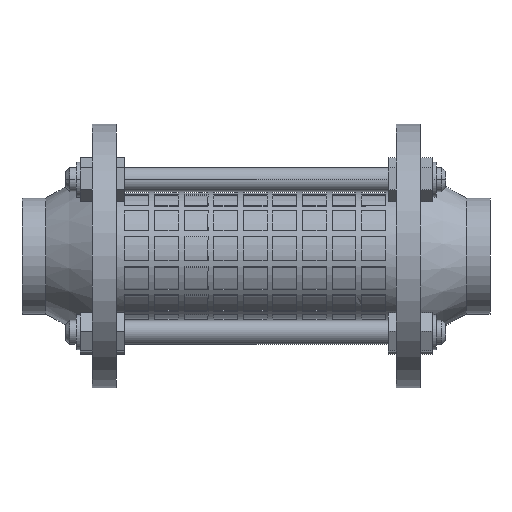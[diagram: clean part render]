
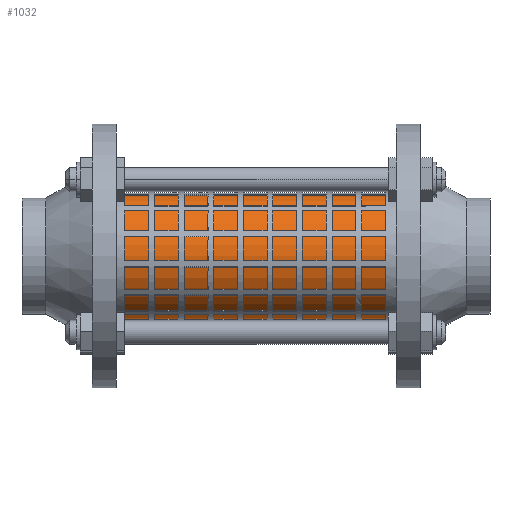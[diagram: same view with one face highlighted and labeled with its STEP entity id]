
A CAD part, front view. The second image highlights one B-rep face of the part: STEP entity #1032.
In plain terms, the highlighted cylindrical face has radius 15.8 mm (diameter 31.6 mm), a partial arc.
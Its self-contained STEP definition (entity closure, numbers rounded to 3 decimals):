
#529 = ORIENTED_EDGE ( 'NONE', *, *, #13133, .F. ) ;
#802 = VERTEX_POINT ( 'NONE', #17730 ) ;
#1032 = ADVANCED_FACE ( 'NONE', ( #10681 ), #20026, .T. ) ;
#1043 = ORIENTED_EDGE ( 'NONE', *, *, #21159, .T. ) ;
#1080 = DIRECTION ( 'NONE',  ( 0., 0., -1. ) ) ;
#1237 = CARTESIAN_POINT ( 'NONE',  ( -37.5, 0., 15.8 ) ) ;
#1385 = AXIS2_PLACEMENT_3D ( 'NONE', #15057, #13221, #20647 ) ;
#2175 = AXIS2_PLACEMENT_3D ( 'NONE', #8487, #21344, #1080 ) ;
#3056 = CARTESIAN_POINT ( 'NONE',  ( 82.189, 0., 0. ) ) ;
#3080 = EDGE_CURVE ( 'NONE', #14121, #802, #5309, .T. ) ;
#3415 = DIRECTION ( 'NONE',  ( -1., 0., 0. ) ) ;
#5309 = LINE ( 'NONE', #12559, #7767 ) ;
#7767 = VECTOR ( 'NONE', #14017, 1000. ) ;
#8487 = CARTESIAN_POINT ( 'NONE',  ( 37.5, 0., 0. ) ) ;
#8686 = DIRECTION ( 'NONE',  ( -1., 0., 0. ) ) ;
#10681 = FACE_OUTER_BOUND ( 'NONE', #15780, .T. ) ;
#12300 = VERTEX_POINT ( 'NONE', #12466 ) ;
#12466 = CARTESIAN_POINT ( 'NONE',  ( 37.5, 0., 15.8 ) ) ;
#12559 = CARTESIAN_POINT ( 'NONE',  ( 82.189, 0., -15.8 ) ) ;
#12616 = CIRCLE ( 'NONE', #2175, 15.8 ) ;
#12988 = CIRCLE ( 'NONE', #1385, 15.8 ) ;
#13133 = EDGE_CURVE ( 'NONE', #12300, #14121, #12616, .T. ) ;
#13221 = DIRECTION ( 'NONE',  ( 1., 0., 0. ) ) ;
#14017 = DIRECTION ( 'NONE',  ( -1., 0., 0. ) ) ;
#14121 = VERTEX_POINT ( 'NONE', #14483 ) ;
#14483 = CARTESIAN_POINT ( 'NONE',  ( 37.5, 0., -15.8 ) ) ;
#14985 = VECTOR ( 'NONE', #8686, 1000. ) ;
#15057 = CARTESIAN_POINT ( 'NONE',  ( -37.5, 0., 0. ) ) ;
#15671 = VERTEX_POINT ( 'NONE', #1237 ) ;
#15780 = EDGE_LOOP ( 'NONE', ( #22297, #529, #15891, #1043 ) ) ;
#15891 = ORIENTED_EDGE ( 'NONE', *, *, #16893, .T. ) ;
#16893 = EDGE_CURVE ( 'NONE', #12300, #15671, #23375, .T. ) ;
#17730 = CARTESIAN_POINT ( 'NONE',  ( -37.5, 0., -15.8 ) ) ;
#17839 = DIRECTION ( 'NONE',  ( 0., 0., 1. ) ) ;
#18139 = CARTESIAN_POINT ( 'NONE',  ( 82.189, 0., 15.8 ) ) ;
#20026 = CYLINDRICAL_SURFACE ( 'NONE', #22922, 15.8 ) ;
#20647 = DIRECTION ( 'NONE',  ( 0., 0., -1. ) ) ;
#21159 = EDGE_CURVE ( 'NONE', #15671, #802, #12988, .T. ) ;
#21344 = DIRECTION ( 'NONE',  ( 1., 0., 0. ) ) ;
#22297 = ORIENTED_EDGE ( 'NONE', *, *, #3080, .F. ) ;
#22922 = AXIS2_PLACEMENT_3D ( 'NONE', #3056, #3415, #17839 ) ;
#23375 = LINE ( 'NONE', #18139, #14985 ) ;
